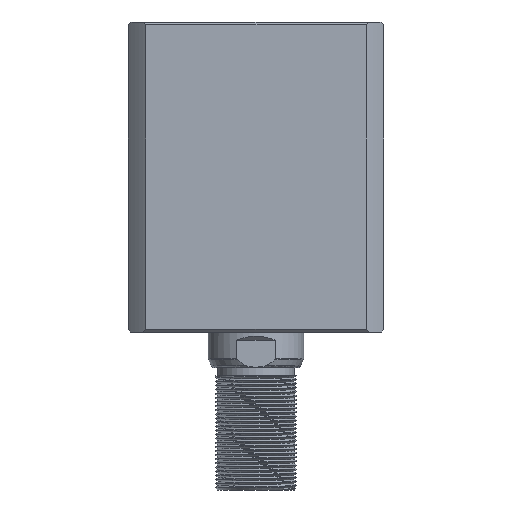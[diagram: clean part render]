
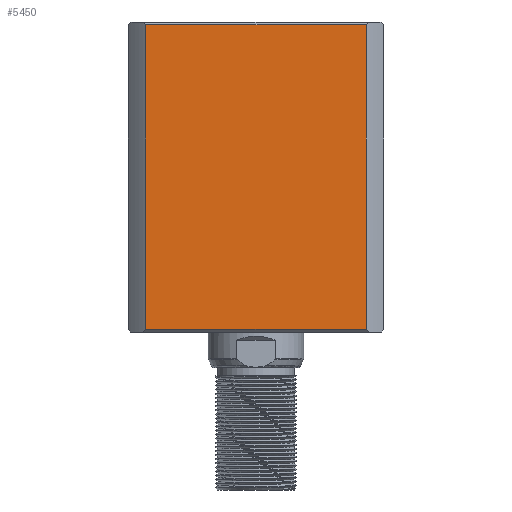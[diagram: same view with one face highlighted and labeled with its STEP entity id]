
A CAD part, left-side view. The second image highlights one B-rep face of the part: STEP entity #5450.
In plain terms, the highlighted planar face has unit normal (-1, 0, 0).
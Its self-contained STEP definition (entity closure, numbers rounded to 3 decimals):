
#1730 = CARTESIAN_POINT ( 'NONE',  ( -47., -40.435, 113. ) ) ;
#2739 = DIRECTION ( 'NONE',  ( 0., 0., -1. ) ) ;
#2938 = EDGE_LOOP ( 'NONE', ( #12697, #7989, #14190, #13777 ) ) ;
#3683 = CARTESIAN_POINT ( 'NONE',  ( -47., 40.435, 1. ) ) ;
#3777 = VERTEX_POINT ( 'NONE', #1730 ) ;
#4852 = VERTEX_POINT ( 'NONE', #16329 ) ;
#5280 = FACE_OUTER_BOUND ( 'NONE', #2938, .T. ) ;
#5367 = CARTESIAN_POINT ( 'NONE',  ( -47., 47., 113. ) ) ;
#5450 = ADVANCED_FACE ( 'NONE', ( #5280 ), #6928, .F. ) ;
#6235 = VECTOR ( 'NONE', #2739, 1000. ) ;
#6341 = AXIS2_PLACEMENT_3D ( 'NONE', #8010, #6770, #6709 ) ;
#6709 = DIRECTION ( 'NONE',  ( 0., 1., 0. ) ) ;
#6770 = DIRECTION ( 'NONE',  ( 1., 0., 0. ) ) ;
#6828 = CARTESIAN_POINT ( 'NONE',  ( -47., -40.435, 300. ) ) ;
#6928 = PLANE ( 'NONE',  #6341 ) ;
#7568 = EDGE_CURVE ( 'NONE', #3777, #9052, #13516, .T. ) ;
#7707 = VECTOR ( 'NONE', #13988, 1000. ) ;
#7804 = EDGE_CURVE ( 'NONE', #17698, #4852, #11317, .T. ) ;
#7989 = ORIENTED_EDGE ( 'NONE', *, *, #15144, .T. ) ;
#8010 = CARTESIAN_POINT ( 'NONE',  ( -47., 47., 114. ) ) ;
#9052 = VERTEX_POINT ( 'NONE', #10227 ) ;
#10210 = VECTOR ( 'NONE', #10801, 1000. ) ;
#10227 = CARTESIAN_POINT ( 'NONE',  ( -47., -40.435, 1. ) ) ;
#10801 = DIRECTION ( 'NONE',  ( 0., 1., 0. ) ) ;
#10844 = VECTOR ( 'NONE', #14412, 1000. ) ;
#11279 = LINE ( 'NONE', #13056, #10844 ) ;
#11317 = LINE ( 'NONE', #15364, #7707 ) ;
#12697 = ORIENTED_EDGE ( 'NONE', *, *, #7568, .F. ) ;
#13056 = CARTESIAN_POINT ( 'NONE',  ( -47., 47., 1. ) ) ;
#13516 = LINE ( 'NONE', #6828, #6235 ) ;
#13777 = ORIENTED_EDGE ( 'NONE', *, *, #15378, .T. ) ;
#13883 = LINE ( 'NONE', #5367, #10210 ) ;
#13988 = DIRECTION ( 'NONE',  ( 0., 0., 1. ) ) ;
#14190 = ORIENTED_EDGE ( 'NONE', *, *, #7804, .F. ) ;
#14412 = DIRECTION ( 'NONE',  ( 0., -1., 0. ) ) ;
#15144 = EDGE_CURVE ( 'NONE', #3777, #4852, #13883, .T. ) ;
#15364 = CARTESIAN_POINT ( 'NONE',  ( -47., 40.435, 300. ) ) ;
#15378 = EDGE_CURVE ( 'NONE', #17698, #9052, #11279, .T. ) ;
#16329 = CARTESIAN_POINT ( 'NONE',  ( -47., 40.435, 113. ) ) ;
#17698 = VERTEX_POINT ( 'NONE', #3683 ) ;
